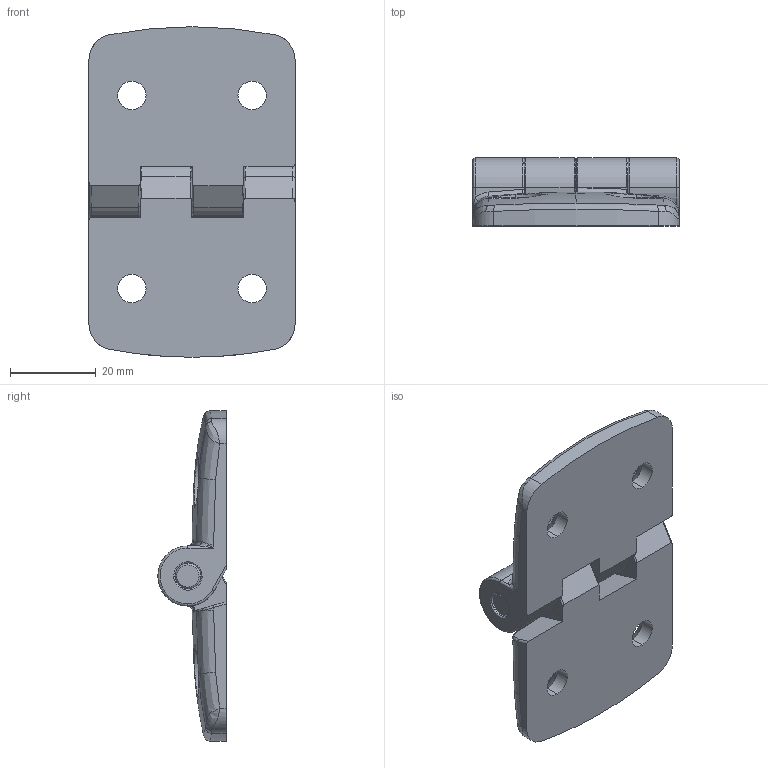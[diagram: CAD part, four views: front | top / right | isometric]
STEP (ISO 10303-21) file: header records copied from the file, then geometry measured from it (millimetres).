
FILE_DESCRIPTION (( 'STEP AP203' ), '1' );
FILE_NAME ('402600002_c_1.STEP', '2022-12-18T15:08:53', ( '' ), ( '' ), 'SwSTEP 2.0', 'SolidWorks 2014', '' );
FILE_SCHEMA (( 'CONFIG_CONTROL_DESIGN' ));
Length unit declared in the file: millimetre
Products named in the file (1): 402600002_c_1
Bounding box: 48 x 15.9 x 77 mm (x, y, z)
Volume: 26116.8 mm3; surface area: 12360.5 mm2
Topology: 3 solids, 3 shells, 171 faces, 444 edges, 270 vertices
Faces by surface type: bspline 71, cylinder 61, plane 27, cone 12
Entity records: 8107 total; most frequent: CARTESIAN_POINT 4403, ORIENTED_EDGE 876, DIRECTION 615, EDGE_CURVE 438, VERTEX_POINT 270, AXIS2_PLACEMENT_3D 245, EDGE_LOOP 184, ADVANCED_FACE 171
